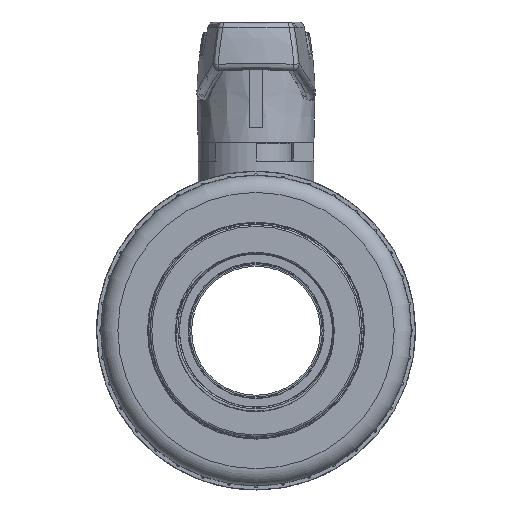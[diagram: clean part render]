
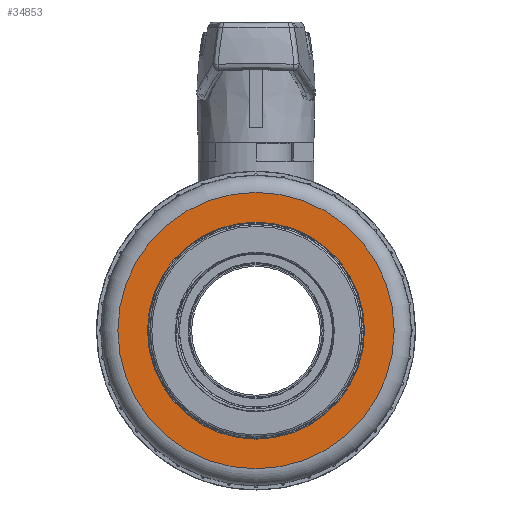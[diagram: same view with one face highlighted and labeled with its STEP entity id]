
A CAD part, left-side view. The second image highlights one B-rep face of the part: STEP entity #34853.
In plain terms, the highlighted face is planar.
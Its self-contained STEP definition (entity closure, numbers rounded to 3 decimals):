
#202=FACE_BOUND('',#6333,.T.);
#1559=CIRCLE('',#37381,40.75);
#1560=CIRCLE('',#37382,32.);
#3001=PLANE('',#37380);
#4280=FACE_OUTER_BOUND('',#6332,.T.);
#6332=EDGE_LOOP('',(#27509));
#6333=EDGE_LOOP('',(#27510));
#15722=VERTEX_POINT('',#69045);
#15723=VERTEX_POINT('',#69047);
#20030=EDGE_CURVE('',#15722,#15722,#1559,.T.);
#20031=EDGE_CURVE('',#15723,#15723,#1560,.T.);
#27509=ORIENTED_EDGE('',*,*,#20030,.T.);
#27510=ORIENTED_EDGE('',*,*,#20031,.T.);
#34853=ADVANCED_FACE('',(#4280,#202),#3001,.F.);
#37380=AXIS2_PLACEMENT_3D('',#69044,#42630,#42631);
#37381=AXIS2_PLACEMENT_3D('',#69046,#42632,#42633);
#37382=AXIS2_PLACEMENT_3D('',#69048,#42634,#42635);
#42630=DIRECTION('center_axis',(-1.,0.,0.));
#42631=DIRECTION('ref_axis',(0.,1.,0.));
#42632=DIRECTION('center_axis',(1.,0.,0.));
#42633=DIRECTION('ref_axis',(0.,-1.,0.));
#42634=DIRECTION('center_axis',(-1.,0.,0.));
#42635=DIRECTION('ref_axis',(0.,0.,-1.));
#69044=CARTESIAN_POINT('Origin',(-215.,-47.,0.));
#69045=CARTESIAN_POINT('',(-215.,-42.,0.));
#69046=CARTESIAN_POINT('Origin',(-215.,-1.25,0.));
#69047=CARTESIAN_POINT('',(-215.,-1.25,-32.));
#69048=CARTESIAN_POINT('Origin',(-215.,-1.25,0.));
